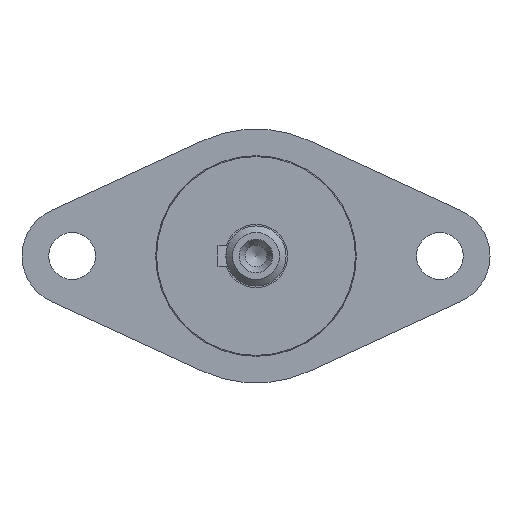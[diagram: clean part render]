
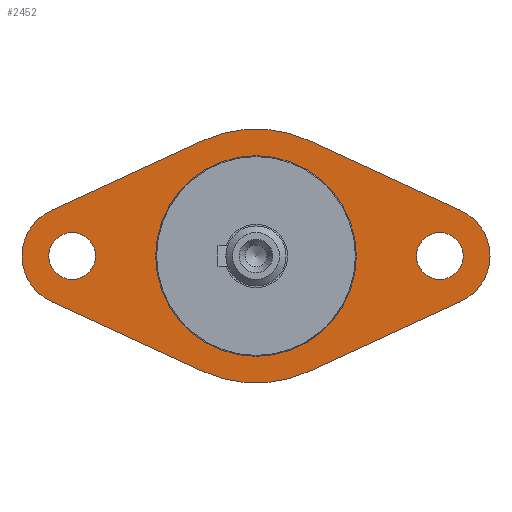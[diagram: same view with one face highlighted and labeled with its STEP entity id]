
A CAD part, left-side view. The second image highlights one B-rep face of the part: STEP entity #2452.
In plain terms, the highlighted planar face has unit normal (-1, 0, 0).
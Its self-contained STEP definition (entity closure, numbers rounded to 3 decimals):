
#198=FACE_BOUND('',#895,.T.);
#199=FACE_BOUND('',#896,.T.);
#200=FACE_BOUND('',#897,.T.);
#241=LINE('',#3566,#478);
#245=LINE('',#3578,#482);
#249=LINE('',#3590,#486);
#253=LINE('',#3600,#490);
#478=VECTOR('',#2929,10.);
#482=VECTOR('',#2941,10.);
#486=VECTOR('',#2953,10.);
#490=VECTOR('',#2965,10.);
#751=FACE_OUTER_BOUND('',#894,.T.);
#894=EDGE_LOOP('',(#1789,#1790,#1791,#1792,#1793,#1794,#1795,#1796));
#895=EDGE_LOOP('',(#1797));
#896=EDGE_LOOP('',(#1798));
#897=EDGE_LOOP('',(#1799));
#1043=CIRCLE('',#2631,3.5);
#1045=CIRCLE('',#2634,3.5);
#1047=CIRCLE('',#2637,7.5);
#1049=CIRCLE('',#2641,19.);
#1051=CIRCLE('',#2645,7.5);
#1053=CIRCLE('',#2649,19.);
#1057=CIRCLE('',#2658,15.);
#1118=VERTEX_POINT('',#3544);
#1120=VERTEX_POINT('',#3550);
#1123=VERTEX_POINT('',#3557);
#1124=VERTEX_POINT('',#3559);
#1126=VERTEX_POINT('',#3565);
#1128=VERTEX_POINT('',#3571);
#1130=VERTEX_POINT('',#3577);
#1132=VERTEX_POINT('',#3583);
#1134=VERTEX_POINT('',#3589);
#1136=VERTEX_POINT('',#3595);
#1140=VERTEX_POINT('',#3613);
#1358=EDGE_CURVE('',#1118,#1118,#1043,.T.);
#1361=EDGE_CURVE('',#1120,#1120,#1045,.T.);
#1364=EDGE_CURVE('',#1124,#1123,#1047,.T.);
#1367=EDGE_CURVE('',#1126,#1124,#241,.T.);
#1370=EDGE_CURVE('',#1128,#1126,#1049,.T.);
#1373=EDGE_CURVE('',#1130,#1128,#245,.T.);
#1376=EDGE_CURVE('',#1132,#1130,#1051,.T.);
#1379=EDGE_CURVE('',#1134,#1132,#249,.T.);
#1382=EDGE_CURVE('',#1136,#1134,#1053,.T.);
#1385=EDGE_CURVE('',#1123,#1136,#253,.T.);
#1391=EDGE_CURVE('',#1140,#1140,#1057,.T.);
#1789=ORIENTED_EDGE('',*,*,#1376,.T.);
#1790=ORIENTED_EDGE('',*,*,#1373,.T.);
#1791=ORIENTED_EDGE('',*,*,#1370,.T.);
#1792=ORIENTED_EDGE('',*,*,#1367,.T.);
#1793=ORIENTED_EDGE('',*,*,#1364,.T.);
#1794=ORIENTED_EDGE('',*,*,#1385,.T.);
#1795=ORIENTED_EDGE('',*,*,#1382,.T.);
#1796=ORIENTED_EDGE('',*,*,#1379,.T.);
#1797=ORIENTED_EDGE('',*,*,#1358,.T.);
#1798=ORIENTED_EDGE('',*,*,#1361,.T.);
#1799=ORIENTED_EDGE('',*,*,#1391,.T.);
#2335=PLANE('',#2659);
#2452=ADVANCED_FACE('',(#751,#198,#199,#200),#2335,.T.);
#2631=AXIS2_PLACEMENT_3D('',#3546,#2909,#2910);
#2634=AXIS2_PLACEMENT_3D('',#3552,#2916,#2917);
#2637=AXIS2_PLACEMENT_3D('',#3560,#2923,#2924);
#2641=AXIS2_PLACEMENT_3D('',#3572,#2935,#2936);
#2645=AXIS2_PLACEMENT_3D('',#3584,#2947,#2948);
#2649=AXIS2_PLACEMENT_3D('',#3596,#2959,#2960);
#2658=AXIS2_PLACEMENT_3D('',#3614,#2982,#2983);
#2659=AXIS2_PLACEMENT_3D('',#3616,#2985,#2986);
#2909=DIRECTION('center_axis',(1.,0.,0.));
#2910=DIRECTION('ref_axis',(0.,0.,-1.));
#2916=DIRECTION('center_axis',(1.,0.,0.));
#2917=DIRECTION('ref_axis',(0.,0.,-1.));
#2923=DIRECTION('center_axis',(-1.,0.,0.));
#2924=DIRECTION('ref_axis',(0.,0.418,-0.908));
#2929=DIRECTION('',(0.,0.908,-0.418));
#2935=DIRECTION('center_axis',(-1.,0.,0.));
#2936=DIRECTION('ref_axis',(0.,0.418,0.908));
#2941=DIRECTION('',(0.,0.908,0.418));
#2947=DIRECTION('center_axis',(-1.,0.,0.));
#2948=DIRECTION('ref_axis',(0.,-0.418,0.908));
#2953=DIRECTION('',(0.,-0.908,0.418));
#2959=DIRECTION('center_axis',(-1.,0.,0.));
#2960=DIRECTION('ref_axis',(0.,-0.418,-0.908));
#2965=DIRECTION('',(0.,-0.908,-0.418));
#2982=DIRECTION('center_axis',(1.,0.,0.));
#2983=DIRECTION('ref_axis',(0.,-1.,0.));
#2985=DIRECTION('center_axis',(-1.,0.,0.));
#2986=DIRECTION('ref_axis',(0.,0.,-1.));
#3544=CARTESIAN_POINT('',(-91.9,27.5,3.5));
#3546=CARTESIAN_POINT('Origin',(-91.9,27.5,0.));
#3550=CARTESIAN_POINT('',(-91.9,-27.5,3.5));
#3552=CARTESIAN_POINT('Origin',(-91.9,-27.5,0.));
#3557=CARTESIAN_POINT('',(-91.9,30.636,-6.813));
#3559=CARTESIAN_POINT('',(-91.9,30.636,6.813));
#3560=CARTESIAN_POINT('Origin',(-91.9,27.5,0.));
#3565=CARTESIAN_POINT('',(-91.9,7.945,17.259));
#3566=CARTESIAN_POINT('',(-91.9,8.977,16.784));
#3571=CARTESIAN_POINT('',(-91.9,-7.945,17.259));
#3572=CARTESIAN_POINT('Origin',(-91.9,0.,
0.));
#3577=CARTESIAN_POINT('',(-91.9,-30.636,6.813));
#3578=CARTESIAN_POINT('',(-91.9,-18.26,12.511));
#3583=CARTESIAN_POINT('',(-91.9,-30.636,-6.813));
#3584=CARTESIAN_POINT('Origin',(-91.9,-27.5,0.));
#3589=CARTESIAN_POINT('',(-91.9,-7.945,-17.259));
#3590=CARTESIAN_POINT('',(-91.9,-29.605,-7.288));
#3595=CARTESIAN_POINT('',(-91.9,7.945,-17.259));
#3596=CARTESIAN_POINT('Origin',(-91.9,0.,
0.));
#3600=CARTESIAN_POINT('',(-91.9,-2.369,-22.007));
#3613=CARTESIAN_POINT('',(-91.9,15.,0.));
#3614=CARTESIAN_POINT('Origin',(-91.9,0.,
0.));
#3616=CARTESIAN_POINT('Origin',(-91.9,-25.,0.));
